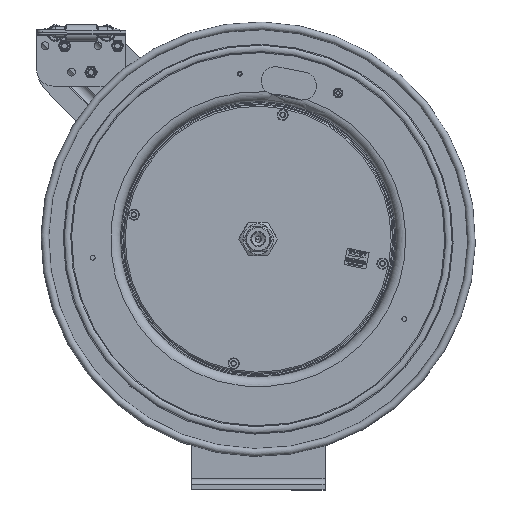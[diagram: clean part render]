
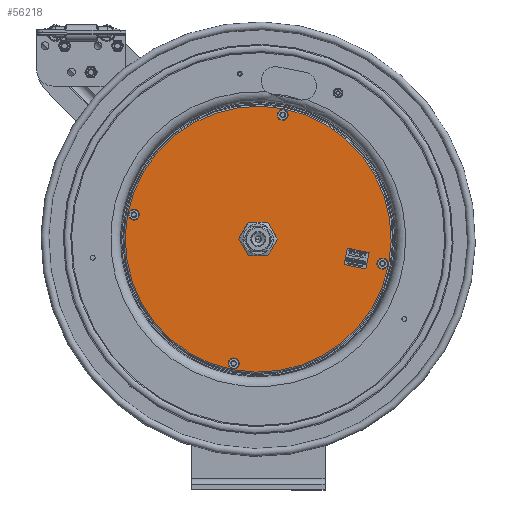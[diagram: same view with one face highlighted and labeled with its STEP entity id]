
A CAD part, top view. The second image highlights one B-rep face of the part: STEP entity #56218.
In plain terms, the highlighted planar face has unit normal (0, 0, 1).
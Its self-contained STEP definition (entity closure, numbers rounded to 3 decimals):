
#2463=FACE_BOUND('',#9552,.T.);
#2464=FACE_BOUND('',#9553,.T.);
#2465=FACE_BOUND('',#9554,.T.);
#2466=FACE_BOUND('',#9555,.T.);
#2467=FACE_BOUND('',#9556,.T.);
#4236=CIRCLE('',#60332,5.97);
#4237=CIRCLE('',#60333,0.655);
#4238=CIRCLE('',#60334,0.14);
#4239=CIRCLE('',#60335,0.14);
#4240=CIRCLE('',#60336,0.14);
#4241=CIRCLE('',#60337,0.14);
#6997=FACE_OUTER_BOUND('',#9551,.T.);
#9551=EDGE_LOOP('',(#47024));
#9552=EDGE_LOOP('',(#47025));
#9553=EDGE_LOOP('',(#47026));
#9554=EDGE_LOOP('',(#47027));
#9555=EDGE_LOOP('',(#47028));
#9556=EDGE_LOOP('',(#47029));
#25922=VERTEX_POINT('',#93408);
#25923=VERTEX_POINT('',#93410);
#25924=VERTEX_POINT('',#93412);
#25925=VERTEX_POINT('',#93414);
#25926=VERTEX_POINT('',#93416);
#25927=VERTEX_POINT('',#93418);
#34468=EDGE_CURVE('',#25922,#25922,#4236,.T.);
#34469=EDGE_CURVE('',#25923,#25923,#4237,.T.);
#34470=EDGE_CURVE('',#25924,#25924,#4238,.T.);
#34471=EDGE_CURVE('',#25925,#25925,#4239,.T.);
#34472=EDGE_CURVE('',#25926,#25926,#4240,.T.);
#34473=EDGE_CURVE('',#25927,#25927,#4241,.T.);
#47024=ORIENTED_EDGE('',*,*,#34468,.F.);
#47025=ORIENTED_EDGE('',*,*,#34469,.T.);
#47026=ORIENTED_EDGE('',*,*,#34470,.T.);
#47027=ORIENTED_EDGE('',*,*,#34471,.T.);
#47028=ORIENTED_EDGE('',*,*,#34472,.T.);
#47029=ORIENTED_EDGE('',*,*,#34473,.T.);
#52046=PLANE('',#60331);
#56218=ADVANCED_FACE('',(#6997,#2463,#2464,#2465,#2466,#2467),#52046,.T.);
#60331=AXIS2_PLACEMENT_3D('',#93407,#71578,#71579);
#60332=AXIS2_PLACEMENT_3D('',#93409,#71580,#71581);
#60333=AXIS2_PLACEMENT_3D('',#93411,#71582,#71583);
#60334=AXIS2_PLACEMENT_3D('',#93413,#71584,#71585);
#60335=AXIS2_PLACEMENT_3D('',#93415,#71586,#71587);
#60336=AXIS2_PLACEMENT_3D('',#93417,#71588,#71589);
#60337=AXIS2_PLACEMENT_3D('',#93419,#71590,#71591);
#71578=DIRECTION('center_axis',(0.,0.,
1.));
#71579=DIRECTION('ref_axis',(-0.193,-0.981,0.));
#71580=DIRECTION('center_axis',(0.,0.,
-1.));
#71581=DIRECTION('ref_axis',(-0.193,-0.981,0.));
#71582=DIRECTION('center_axis',(0.,0.,
-1.));
#71583=DIRECTION('ref_axis',(0.193,0.981,0.));
#71584=DIRECTION('center_axis',(0.,0.,
-1.));
#71585=DIRECTION('ref_axis',(-0.193,-0.981,0.));
#71586=DIRECTION('center_axis',(0.,0.,
-1.));
#71587=DIRECTION('ref_axis',(-0.193,-0.981,0.));
#71588=DIRECTION('center_axis',(0.,0.,
-1.));
#71589=DIRECTION('ref_axis',(-0.193,-0.981,0.));
#71590=DIRECTION('center_axis',(0.,0.,
-1.));
#71591=DIRECTION('ref_axis',(-0.193,-0.981,0.));
#93407=CARTESIAN_POINT('Origin',(0.,11.252,
5.41));
#93408=CARTESIAN_POINT('',(1.152,17.11,5.41));
#93409=CARTESIAN_POINT('Origin',(0.,11.252,
5.41));
#93410=CARTESIAN_POINT('',(-0.126,10.609,5.41));
#93411=CARTESIAN_POINT('Origin',(0.,11.252,
5.41));
#93412=CARTESIAN_POINT('',(-1.124,5.534,5.41));
#93413=CARTESIAN_POINT('Origin',(-1.097,5.671,5.41));
#93414=CARTESIAN_POINT('',(1.07,16.695,5.41));
#93415=CARTESIAN_POINT('Origin',(1.097,16.832,5.41));
#93416=CARTESIAN_POINT('',(5.554,10.017,5.41));
#93417=CARTESIAN_POINT('Origin',(5.581,10.154,5.41));
#93418=CARTESIAN_POINT('',(-5.608,12.212,5.41));
#93419=CARTESIAN_POINT('Origin',(-5.581,12.349,5.41));
